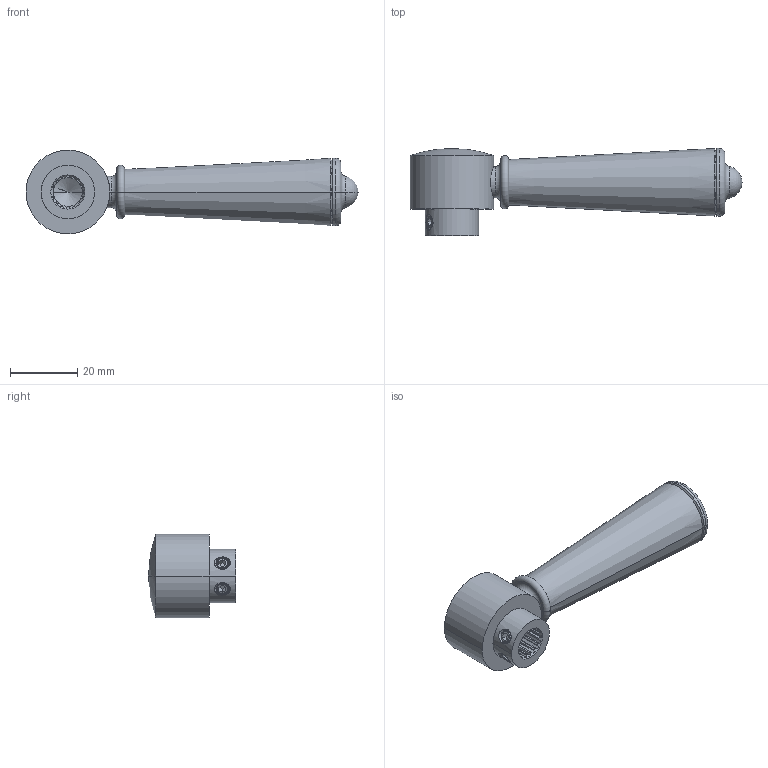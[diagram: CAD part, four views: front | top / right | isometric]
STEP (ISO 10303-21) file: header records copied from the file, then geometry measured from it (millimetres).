
FILE_DESCRIPTION((''),'2;1');
FILE_NAME('2-279_ASM','2020-01-08T09:19:48',('rsmith'),(''),'CREO PARAMETRIC BY PTC INC, 2018400','CREO PARAMETRIC BY PTC INC, 2018400','');
FILE_SCHEMA(('CONFIG_CONTROL_DESIGN'));
Length unit declared in the file: inch
Products named in the file (4): 10956; 92000; 11337; 2-279_ASM
Assembly tree (4 placements, depth 2):
  2-279_ASM
    10956
    92000  x2
    11337
Bounding box: 98.63 x 25.88 x 24.89 mm (x, y, z)
Volume: 23728.2 mm3; surface area: 14171.2 mm2
Topology: 4 solids, 9 shells, 326 faces, 906 edges, 587 vertices
Faces by surface type: plane 107, cylinder 91, bspline 66, cone 36, torus 16, sphere 10
Entity records: 27383 total; most frequent: CARTESIAN_POINT 20611, ORIENTED_EDGE 1543, DIRECTION 1139, EDGE_CURVE 787, VERTEX_POINT 515, AXIS2_PLACEMENT_3D 440, B_SPLINE_CURVE_WITH_KNOTS 331, EDGE_LOOP 302
